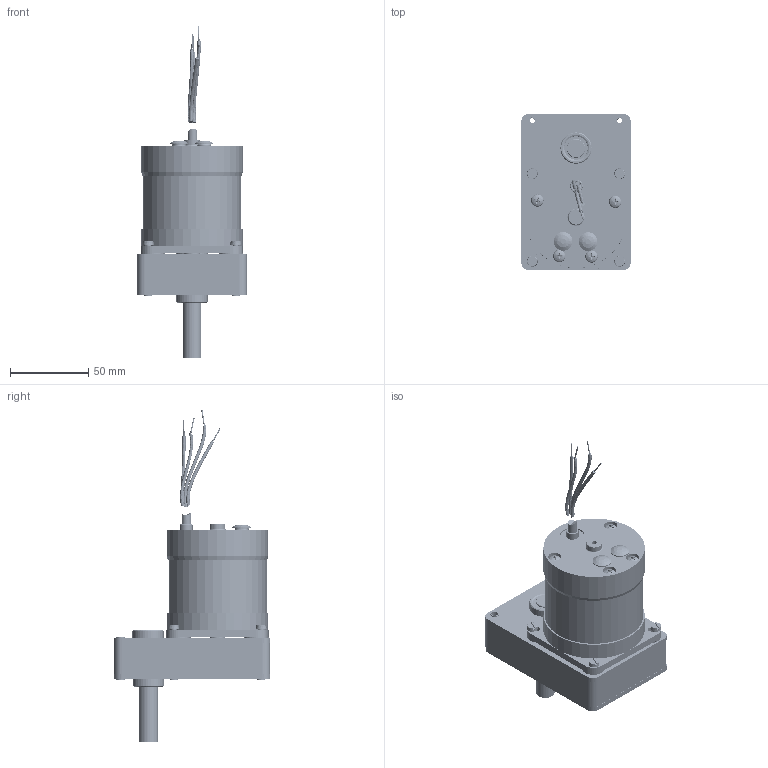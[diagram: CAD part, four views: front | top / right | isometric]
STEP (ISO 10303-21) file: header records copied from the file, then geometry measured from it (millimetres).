
FILE_DESCRIPTION((''),'2;1');
FILE_NAME('ZG_44_000001_ASM44FG20_Li_Rev0.stp','2016-04-13T11:19:50',('Zeichen-PC'),(''),'Autodesk Inventor 2010','Autodesk Inventor 2010','');
FILE_SCHEMA(('AUTOMOTIVE_DESIGN { 1 0 10303 214 1 1 1 1 }'));
Length unit declared in the file: millimetre
Products named in the file (19): ZG_44_000001_ASM44FG20_Li_Rev0; AFG-20rund; FG-Antriebsseite20; FG-Abstandhalter; FG-Abtriebsseite20; FG-Gehaeusedeckel20; PlatzhalterWelleBuchse; AbtreibWelleFG20rund; DIN EN ISO 1207 M4 x 20; 500-ASM44; Motorflansch-A-Metall; MotorflanschB2; 5010-Welle5mm; DIN EN 24035 M4; Litze4Adern; Statorpaket_ZG-500210-Rev1_2-40; Statorblech_ZG-500210_65; LochNippel; SchraubeDIN7045 - M4 x65
Assembly tree (94 placements, depth 4):
  ZG_44_000001_ASM44FG20_Li_Rev0
    AFG-20rund
      FG-Antriebsseite20
      FG-Abstandhalter  x6
      FG-Abtriebsseite20
      FG-Gehaeusedeckel20
      PlatzhalterWelleBuchse
      AbtreibWelleFG20rund
    DIN EN ISO 1207 M4 x 20  x4
    500-ASM44
      Motorflansch-A-Metall
      MotorflanschB2
      5010-Welle5mm
      DIN EN 24035 M4  x4
      Litze4Adern
      Statorpaket_ZG-500210-Rev1_2-40
        Statorblech_ZG-500210_65  x62
      LochNippel  x2
      SchraubeDIN7045 - M4 x65  x4
Bounding box: 70 x 100.2 x 212.58 mm (x, y, z)
Volume: 167578.4 mm3; surface area: 267049.6 mm2
Topology: 94 solids, 94 shells, 9256 faces, 23878 edges, 15892 vertices
Faces by surface type: cylinder 5661, plane 3390, cone 106, bspline 64, torus 31, sphere 4
Full cylindrical faces by diameter (mm): 0.8 x3, 0.83 x1, 1.6 x992, 2.5 x2, 3.571 x4, 3.621 x4, 4 x8, 4.1 x496, 4.4 x4, 4.5 x3, 4.839 x12, 5 x14, 5.391 x12, 5.5 x1, 6 x3, 6.5 x1, 7 x3, 8 x8, 8.5 x2, 10 x7, 12 x2, 12.009 x2, 14 x1, 15 x4, 15.5 x1, 16 x3, 20 x2, 59 x2, 61 x2, 63 x64
Entity records: 16942 total; most frequent: CARTESIAN_POINT 4109, DIRECTION 2649, ORIENTED_EDGE 2036, AXIS2_PLACEMENT_3D 1116, EDGE_CURVE 1018, EDGE_LOOP 840, VERTEX_POINT 762, FACE_OUTER_BOUND 520
